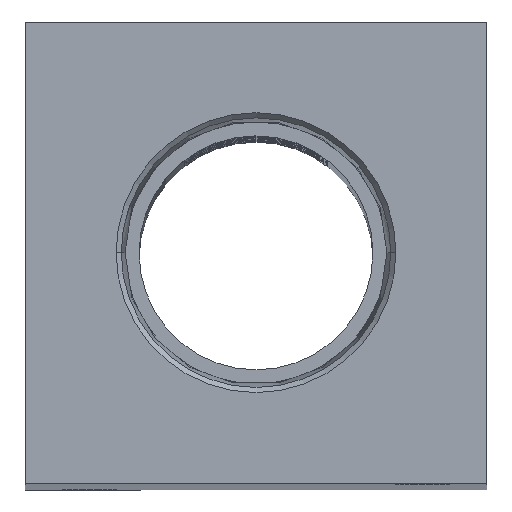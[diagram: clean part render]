
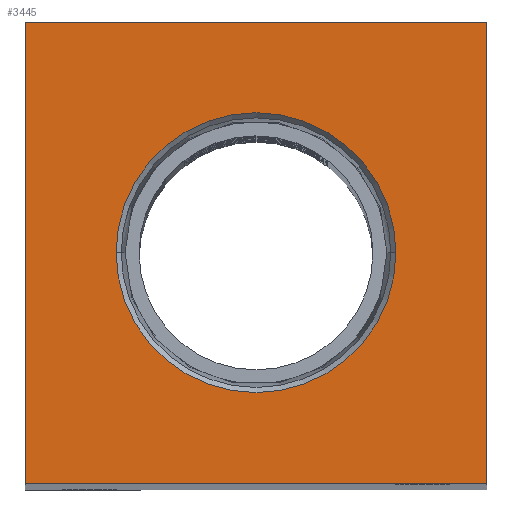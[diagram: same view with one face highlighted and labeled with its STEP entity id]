
A CAD part, top view. The second image highlights one B-rep face of the part: STEP entity #3445.
In plain terms, the highlighted planar face has unit normal (0, 0, 1).
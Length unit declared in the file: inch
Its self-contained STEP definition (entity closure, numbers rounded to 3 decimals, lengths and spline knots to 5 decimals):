
#2 = CARTESIAN_POINT ( 'NONE',  ( -1.125, -1.125, 9.375 ) ) ;
#152 = DIRECTION ( 'NONE',  ( 1., 0., 0. ) ) ;
#192 = EDGE_CURVE ( 'NONE', #2240, #1849, #1969, .T. ) ;
#285 = CARTESIAN_POINT ( 'NONE',  ( 1.125, -1.125, 9.375 ) ) ;
#287 = AXIS2_PLACEMENT_3D ( 'NONE', #1101, #1398, #3208 ) ;
#327 = FACE_OUTER_BOUND ( 'NONE', #2731, .T. ) ;
#343 = DIRECTION ( 'NONE',  ( 0., 0., 1. ) ) ;
#378 = CARTESIAN_POINT ( 'NONE',  ( 0., 0., 9.375 ) ) ;
#394 = DIRECTION ( 'NONE',  ( 0., -1., 0. ) ) ;
#440 = ORIENTED_EDGE ( 'NONE', *, *, #1071, .T. ) ;
#537 = VERTEX_POINT ( 'NONE', #2846 ) ;
#567 = LINE ( 'NONE', #978, #3303 ) ;
#660 = ORIENTED_EDGE ( 'NONE', *, *, #2491, .T. ) ;
#724 = EDGE_CURVE ( 'NONE', #3006, #2206, #567, .T. ) ;
#787 = DIRECTION ( 'NONE',  ( 1., 0., 0. ) ) ;
#788 = CARTESIAN_POINT ( 'NONE',  ( 1.125, 1.125, 9.375 ) ) ;
#809 = DIRECTION ( 'NONE',  ( 0., 0., 1. ) ) ;
#814 = CARTESIAN_POINT ( 'NONE',  ( 0., 0., 9.375 ) ) ;
#924 = DIRECTION ( 'NONE',  ( -1., 0., 0. ) ) ;
#978 = CARTESIAN_POINT ( 'NONE',  ( 1.125, -1.125, 9.375 ) ) ;
#1071 = EDGE_CURVE ( 'NONE', #537, #3006, #2614, .T. ) ;
#1085 = PLANE ( 'NONE',  #287 ) ;
#1101 = CARTESIAN_POINT ( 'NONE',  ( 0., 0., 9.375 ) ) ;
#1118 = AXIS2_PLACEMENT_3D ( 'NONE', #814, #809, #787 ) ;
#1154 = DIRECTION ( 'NONE',  ( 1., 0., 0. ) ) ;
#1195 = VERTEX_POINT ( 'NONE', #2210 ) ;
#1250 = AXIS2_PLACEMENT_3D ( 'NONE', #378, #343, #1154 ) ;
#1267 = VECTOR ( 'NONE', #152, 39.37008 ) ;
#1279 = ORIENTED_EDGE ( 'NONE', *, *, #2801, .F. ) ;
#1398 = DIRECTION ( 'NONE',  ( 0., 0., 1. ) ) ;
#1705 = EDGE_LOOP ( 'NONE', ( #2246, #1279 ) ) ;
#1727 = FACE_BOUND ( 'NONE', #1705, .T. ) ;
#1846 = LINE ( 'NONE', #2, #3202 ) ;
#1849 = VERTEX_POINT ( 'NONE', #2792 ) ;
#1969 = CIRCLE ( 'NONE', #1118, 0.68247 ) ;
#1972 = CARTESIAN_POINT ( 'NONE',  ( 1.125, 1.125, 9.375 ) ) ;
#2061 = EDGE_CURVE ( 'NONE', #2206, #1195, #2408, .T. ) ;
#2156 = ORIENTED_EDGE ( 'NONE', *, *, #724, .T. ) ;
#2206 = VERTEX_POINT ( 'NONE', #1972 ) ;
#2210 = CARTESIAN_POINT ( 'NONE',  ( -1.125, 1.125, 9.375 ) ) ;
#2240 = VERTEX_POINT ( 'NONE', #3450 ) ;
#2246 = ORIENTED_EDGE ( 'NONE', *, *, #192, .F. ) ;
#2408 = LINE ( 'NONE', #788, #2968 ) ;
#2491 = EDGE_CURVE ( 'NONE', #1195, #537, #1846, .T. ) ;
#2591 = CIRCLE ( 'NONE', #1250, 0.68247 ) ;
#2614 = LINE ( 'NONE', #285, #1267 ) ;
#2731 = EDGE_LOOP ( 'NONE', ( #660, #440, #2156, #3204 ) ) ;
#2792 = CARTESIAN_POINT ( 'NONE',  ( -0.68247, 0., 9.375 ) ) ;
#2801 = EDGE_CURVE ( 'NONE', #1849, #2240, #2591, .T. ) ;
#2846 = CARTESIAN_POINT ( 'NONE',  ( -1.125, -1.125, 9.375 ) ) ;
#2968 = VECTOR ( 'NONE', #924, 39.37008 ) ;
#2976 = CARTESIAN_POINT ( 'NONE',  ( 1.125, -1.125, 9.375 ) ) ;
#3006 = VERTEX_POINT ( 'NONE', #2976 ) ;
#3202 = VECTOR ( 'NONE', #394, 39.37008 ) ;
#3204 = ORIENTED_EDGE ( 'NONE', *, *, #2061, .T. ) ;
#3208 = DIRECTION ( 'NONE',  ( 1., 0., 0. ) ) ;
#3303 = VECTOR ( 'NONE', #3374, 39.37008 ) ;
#3374 = DIRECTION ( 'NONE',  ( 0., 1., 0. ) ) ;
#3445 = ADVANCED_FACE ( 'NONE', ( #1727, #327 ), #1085, .T. ) ;
#3450 = CARTESIAN_POINT ( 'NONE',  ( 0.68247, 0., 9.375 ) ) ;
